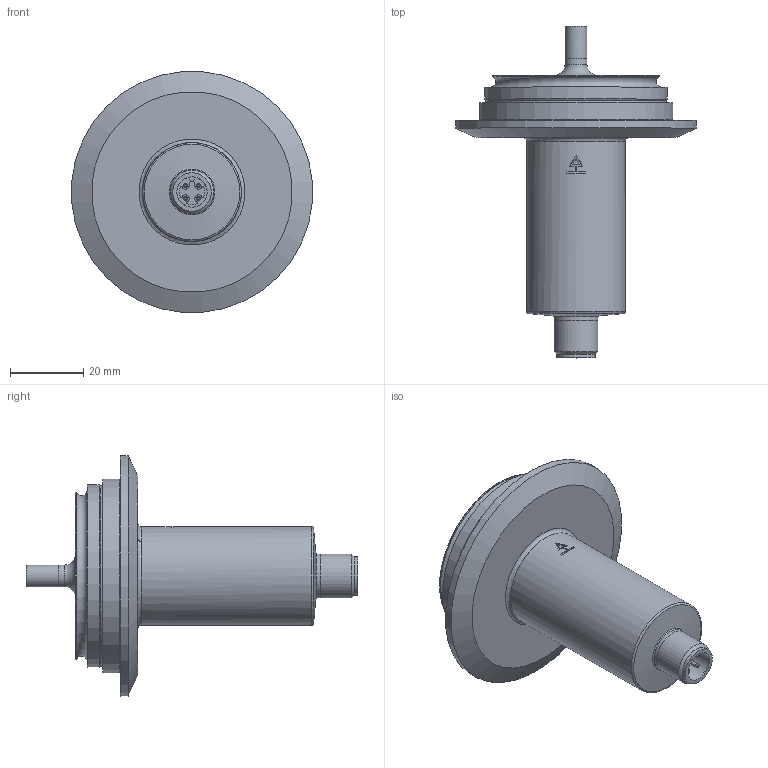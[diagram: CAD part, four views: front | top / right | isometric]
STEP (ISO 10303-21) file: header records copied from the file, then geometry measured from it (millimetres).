
FILE_DESCRIPTION(/* description */ (''),/* implementation_level */ '2;1');
FILE_NAME(/* name */ 'FXFF012',/* time_stamp */ '2016-11-16T11:36:32+01:00',/* author */ ('Zimmermann'),/* organization */ ('wenglor fluid GmbH'),/* preprocessor_version */ 'ST-DEVELOPER v16.7',/* originating_system */ 'DEX',/* authorisation */ $);
FILE_SCHEMA (('AUTOMOTIVE_DESIGN {1 0 10303 214 3 1 1}'));
Length unit declared in the file: millimetre
Products named in the file (1): TK_FXFF012
Bounding box: 65.75 x 90.7 x 65.75 mm (x, y, z)
Volume: 67620.1 mm3; surface area: 15066.7 mm2
Topology: 1 solids, 3 shells, 98 faces, 229 edges, 147 vertices
Faces by surface type: plane 39, cylinder 38, cone 11, torus 10
Full cylindrical faces by diameter (mm): 1 x4, 5.44 x1, 6 x1, 8.3 x1, 9.4 x1, 9.5 x1, 9.9 x1, 10 x1, 10.5 x1, 12 x2, 27 x1, 46 x1, 50 x1, 53 x1, 66 x1
Entity records: 3409 total; most frequent: CARTESIAN_POINT 592, DIRECTION 479, ORIENTED_EDGE 352, AXIS2_PLACEMENT_3D 205, EDGE_CURVE 176, EDGE_LOOP 153, FACE_BOUND 153, VERTEX_POINT 135
